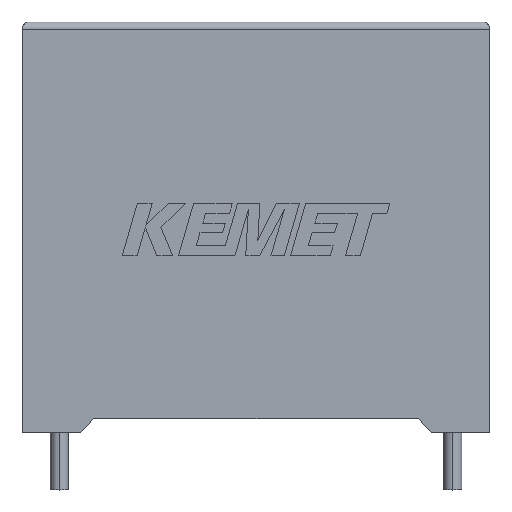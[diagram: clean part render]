
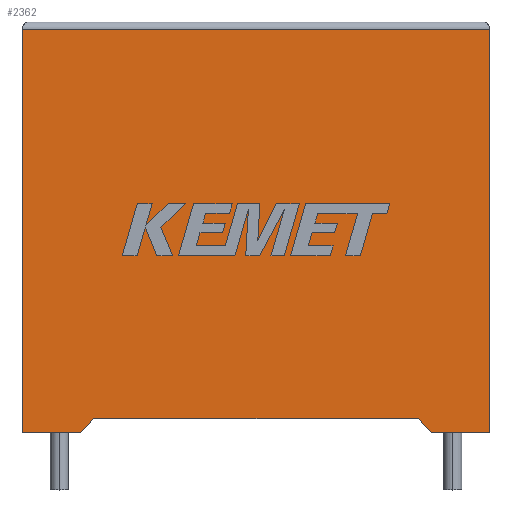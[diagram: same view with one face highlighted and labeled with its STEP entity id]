
A CAD part, top view. The second image highlights one B-rep face of the part: STEP entity #2362.
In plain terms, the highlighted planar face has unit normal (0, 0, 1).
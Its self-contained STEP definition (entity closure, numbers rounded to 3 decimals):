
#38 = ORIENTED_EDGE ( 'NONE', *, *, #199, .T. ) ;
#51 = CARTESIAN_POINT ( 'NONE',  ( 0., 0., 14.7 ) ) ;
#73 = ORIENTED_EDGE ( 'NONE', *, *, #1625, .T. ) ;
#79 = VECTOR ( 'NONE', #741, 1000. ) ;
#81 = EDGE_CURVE ( 'NONE', #1807, #2342, #2590, .T. ) ;
#97 = CARTESIAN_POINT ( 'NONE',  ( 27.692, 0.99, 14.7 ) ) ;
#110 = LINE ( 'NONE', #2463, #370 ) ;
#148 = ORIENTED_EDGE ( 'NONE', *, *, #471, .F. ) ;
#199 = EDGE_CURVE ( 'NONE', #2076, #1807, #110, .T. ) ;
#204 = DIRECTION ( 'NONE',  ( -1., 0., 0. ) ) ;
#218 = DIRECTION ( 'NONE',  ( 1., 0., 0. ) ) ;
#251 = CARTESIAN_POINT ( 'NONE',  ( 32.7, 0., 14.7 ) ) ;
#263 = VERTEX_POINT ( 'NONE', #2684 ) ;
#361 = ORIENTED_EDGE ( 'NONE', *, *, #1228, .T. ) ;
#366 = AXIS2_PLACEMENT_3D ( 'NONE', #51, #1211, #1655 ) ;
#370 = VECTOR ( 'NONE', #2891, 1000. ) ;
#396 = EDGE_CURVE ( 'NONE', #263, #2961, #1350, .T. ) ;
#405 = VECTOR ( 'NONE', #1194, 1000. ) ;
#471 = EDGE_CURVE ( 'NONE', #1747, #2295, #2537, .T. ) ;
#588 = LINE ( 'NONE', #251, #2126 ) ;
#655 = CARTESIAN_POINT ( 'NONE',  ( 0., 0., 14.7 ) ) ;
#741 = DIRECTION ( 'NONE',  ( 1., 0., 0. ) ) ;
#895 = CARTESIAN_POINT ( 'NONE',  ( 0., 0., 14.7 ) ) ;
#1115 = LINE ( 'NONE', #1337, #2431 ) ;
#1155 = CARTESIAN_POINT ( 'NONE',  ( 5.008, 0.99, 14.7 ) ) ;
#1177 = EDGE_LOOP ( 'NONE', ( #361, #1712, #73, #2442, #148, #2729, #38, #1853 ) ) ;
#1194 = DIRECTION ( 'NONE',  ( -1., 0., 0. ) ) ;
#1195 = PLANE ( 'NONE',  #366 ) ;
#1211 = DIRECTION ( 'NONE',  ( 0., 0., -1. ) ) ;
#1228 = EDGE_CURVE ( 'NONE', #2342, #263, #588, .T. ) ;
#1261 = CARTESIAN_POINT ( 'NONE',  ( 4.1, 0., 14.7 ) ) ;
#1337 = CARTESIAN_POINT ( 'NONE',  ( 0., 0., 14.7 ) ) ;
#1350 = LINE ( 'NONE', #2283, #405 ) ;
#1376 = DIRECTION ( 'NONE',  ( 0., 1., 0. ) ) ;
#1422 = EDGE_CURVE ( 'NONE', #2076, #1747, #2926, .T. ) ;
#1456 = EDGE_CURVE ( 'NONE', #1608, #2295, #1115, .T. ) ;
#1608 = VERTEX_POINT ( 'NONE', #655 ) ;
#1612 = CARTESIAN_POINT ( 'NONE',  ( 4.1, 0., 14.7 ) ) ;
#1625 = EDGE_CURVE ( 'NONE', #2961, #1608, #2663, .T. ) ;
#1655 = DIRECTION ( 'NONE',  ( -1., 0., 0. ) ) ;
#1712 = ORIENTED_EDGE ( 'NONE', *, *, #396, .T. ) ;
#1747 = VERTEX_POINT ( 'NONE', #1155 ) ;
#1807 = VERTEX_POINT ( 'NONE', #2568 ) ;
#1853 = ORIENTED_EDGE ( 'NONE', *, *, #81, .T. ) ;
#1883 = FACE_OUTER_BOUND ( 'NONE', #1177, .T. ) ;
#1896 = VECTOR ( 'NONE', #204, 1000. ) ;
#2055 = CARTESIAN_POINT ( 'NONE',  ( 16.35, 0.99, 14.7 ) ) ;
#2076 = VERTEX_POINT ( 'NONE', #97 ) ;
#2126 = VECTOR ( 'NONE', #1376, 1000. ) ;
#2162 = CARTESIAN_POINT ( 'NONE',  ( 32.7, 0., 14.7 ) ) ;
#2281 = CARTESIAN_POINT ( 'NONE',  ( 0., 28.2, 14.7 ) ) ;
#2283 = CARTESIAN_POINT ( 'NONE',  ( 0., 28.2, 14.7 ) ) ;
#2295 = VERTEX_POINT ( 'NONE', #1261 ) ;
#2342 = VERTEX_POINT ( 'NONE', #2162 ) ;
#2362 = ADVANCED_FACE ( 'NONE', ( #1883 ), #1195, .F. ) ;
#2431 = VECTOR ( 'NONE', #218, 1000. ) ;
#2442 = ORIENTED_EDGE ( 'NONE', *, *, #1456, .T. ) ;
#2463 = CARTESIAN_POINT ( 'NONE',  ( 28.6, 0., 14.7 ) ) ;
#2537 = LINE ( 'NONE', #1612, #2930 ) ;
#2568 = CARTESIAN_POINT ( 'NONE',  ( 28.6, 0., 14.7 ) ) ;
#2590 = LINE ( 'NONE', #895, #79 ) ;
#2663 = LINE ( 'NONE', #2719, #2796 ) ;
#2684 = CARTESIAN_POINT ( 'NONE',  ( 32.7, 28.2, 14.7 ) ) ;
#2719 = CARTESIAN_POINT ( 'NONE',  ( 0., 0., 14.7 ) ) ;
#2729 = ORIENTED_EDGE ( 'NONE', *, *, #1422, .F. ) ;
#2735 = DIRECTION ( 'NONE',  ( 0., -1., 0. ) ) ;
#2796 = VECTOR ( 'NONE', #2735, 1000. ) ;
#2821 = DIRECTION ( 'NONE',  ( -0.676, -0.737, 0. ) ) ;
#2891 = DIRECTION ( 'NONE',  ( 0.676, -0.737, 0. ) ) ;
#2926 = LINE ( 'NONE', #2055, #1896 ) ;
#2930 = VECTOR ( 'NONE', #2821, 1000. ) ;
#2961 = VERTEX_POINT ( 'NONE', #2281 ) ;
